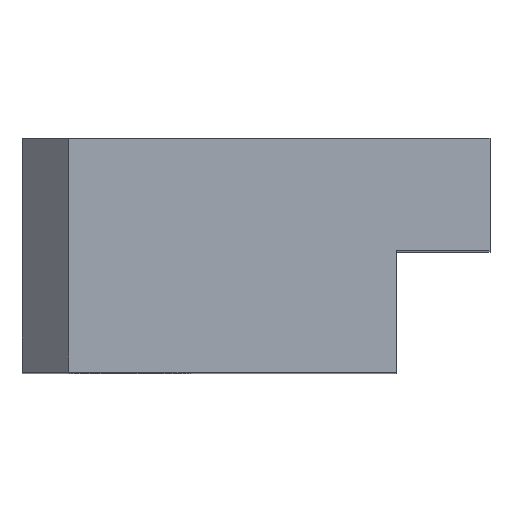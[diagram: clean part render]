
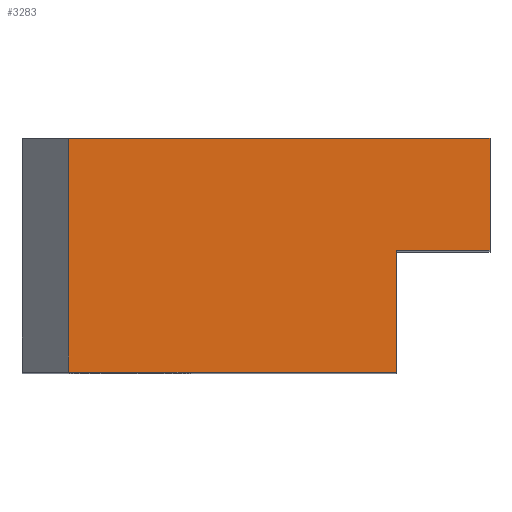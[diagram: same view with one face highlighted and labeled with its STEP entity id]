
A CAD part, top view. The second image highlights one B-rep face of the part: STEP entity #3283.
In plain terms, the highlighted planar face has unit normal (0, 0, 1).
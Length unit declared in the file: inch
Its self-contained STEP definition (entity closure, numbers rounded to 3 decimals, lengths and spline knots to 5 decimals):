
#24 = CARTESIAN_POINT ( 'NONE',  ( 0., 0.65, 0. ) ) ;
#62 = LINE ( 'NONE', #2747, #1825 ) ;
#266 = VECTOR ( 'NONE', #1563, 39.37008 ) ;
#331 = AXIS2_PLACEMENT_3D ( 'NONE', #2981, #1336, #3659 ) ;
#352 = CIRCLE ( 'NONE', #1465, 0.005 ) ;
#422 = ORIENTED_EDGE ( 'NONE', *, *, #1188, .F. ) ;
#454 = EDGE_CURVE ( 'NONE', #3639, #1635, #352, .T. ) ;
#504 = EDGE_CURVE ( 'NONE', #2601, #4083, #2893, .T. ) ;
#672 = ORIENTED_EDGE ( 'NONE', *, *, #3284, .F. ) ;
#724 = LINE ( 'NONE', #24, #1599 ) ;
#792 = DIRECTION ( 'NONE',  ( 0., 0., -1. ) ) ;
#866 = CARTESIAN_POINT ( 'NONE',  ( -2.25, 0., 0. ) ) ;
#1109 = DIRECTION ( 'NONE',  ( 0., -1., 0. ) ) ;
#1133 = ORIENTED_EDGE ( 'NONE', *, *, #454, .T. ) ;
#1175 = CARTESIAN_POINT ( 'NONE',  ( -0.5, 0.65, 0. ) ) ;
#1188 = EDGE_CURVE ( 'NONE', #3639, #2914, #3968, .T. ) ;
#1235 = LINE ( 'NONE', #3510, #3893 ) ;
#1336 = DIRECTION ( 'NONE',  ( 0., 0., -1. ) ) ;
#1465 = AXIS2_PLACEMENT_3D ( 'NONE', #3122, #792, #2789 ) ;
#1563 = DIRECTION ( 'NONE',  ( 1., 0., 0. ) ) ;
#1599 = VECTOR ( 'NONE', #2341, 39.37008 ) ;
#1635 = VERTEX_POINT ( 'NONE', #3271 ) ;
#1825 = VECTOR ( 'NONE', #3082, 39.37008 ) ;
#1844 = DIRECTION ( 'NONE',  ( 1., 0., 0. ) ) ;
#1893 = VECTOR ( 'NONE', #1109, 39.37008 ) ;
#1993 = VECTOR ( 'NONE', #3512, 39.37008 ) ;
#2008 = LINE ( 'NONE', #3228, #266 ) ;
#2023 = CARTESIAN_POINT ( 'NONE',  ( 0., 1.25, 0. ) ) ;
#2043 = ORIENTED_EDGE ( 'NONE', *, *, #3088, .F. ) ;
#2046 = CARTESIAN_POINT ( 'NONE',  ( -0.5, 0., 0. ) ) ;
#2184 = CARTESIAN_POINT ( 'NONE',  ( -0.5, 0.645, 0. ) ) ;
#2341 = DIRECTION ( 'NONE',  ( -1., 0., 0. ) ) ;
#2345 = ORIENTED_EDGE ( 'NONE', *, *, #2524, .F. ) ;
#2471 = VERTEX_POINT ( 'NONE', #2023 ) ;
#2524 = EDGE_CURVE ( 'NONE', #2471, #4029, #62, .T. ) ;
#2601 = VERTEX_POINT ( 'NONE', #2765 ) ;
#2606 = ORIENTED_EDGE ( 'NONE', *, *, #504, .T. ) ;
#2747 = CARTESIAN_POINT ( 'NONE',  ( 0., 1.25, 0. ) ) ;
#2765 = CARTESIAN_POINT ( 'NONE',  ( -2.25, 1.25, 0. ) ) ;
#2789 = DIRECTION ( 'NONE',  ( -1., 0., 0. ) ) ;
#2849 = ORIENTED_EDGE ( 'NONE', *, *, #3664, .T. ) ;
#2893 = LINE ( 'NONE', #3782, #1893 ) ;
#2914 = VERTEX_POINT ( 'NONE', #2046 ) ;
#2981 = CARTESIAN_POINT ( 'NONE',  ( -2.5, 1.25, 0. ) ) ;
#3082 = DIRECTION ( 'NONE',  ( 0., -1., 0. ) ) ;
#3088 = EDGE_CURVE ( 'NONE', #2601, #2471, #1235, .T. ) ;
#3122 = CARTESIAN_POINT ( 'NONE',  ( -0.495, 0.645, 0. ) ) ;
#3165 = CARTESIAN_POINT ( 'NONE',  ( 0., 0.65, 0. ) ) ;
#3228 = CARTESIAN_POINT ( 'NONE',  ( -2.5, 0., 0. ) ) ;
#3271 = CARTESIAN_POINT ( 'NONE',  ( -0.495, 0.65, 0. ) ) ;
#3283 = ADVANCED_FACE ( 'NONE', ( #3372 ), #3328, .F. ) ;
#3284 = EDGE_CURVE ( 'NONE', #4029, #1635, #724, .T. ) ;
#3328 = PLANE ( 'NONE',  #331 ) ;
#3372 = FACE_OUTER_BOUND ( 'NONE', #3530, .T. ) ;
#3510 = CARTESIAN_POINT ( 'NONE',  ( -2.5, 1.25, 0. ) ) ;
#3512 = DIRECTION ( 'NONE',  ( 0., -1., 0. ) ) ;
#3530 = EDGE_LOOP ( 'NONE', ( #2043, #2606, #2849, #422, #1133, #672, #2345 ) ) ;
#3639 = VERTEX_POINT ( 'NONE', #2184 ) ;
#3659 = DIRECTION ( 'NONE',  ( -1., 0., 0. ) ) ;
#3664 = EDGE_CURVE ( 'NONE', #4083, #2914, #2008, .T. ) ;
#3782 = CARTESIAN_POINT ( 'NONE',  ( -2.25, 1.25, 0. ) ) ;
#3893 = VECTOR ( 'NONE', #1844, 39.37008 ) ;
#3968 = LINE ( 'NONE', #1175, #1993 ) ;
#4029 = VERTEX_POINT ( 'NONE', #3165 ) ;
#4083 = VERTEX_POINT ( 'NONE', #866 ) ;
